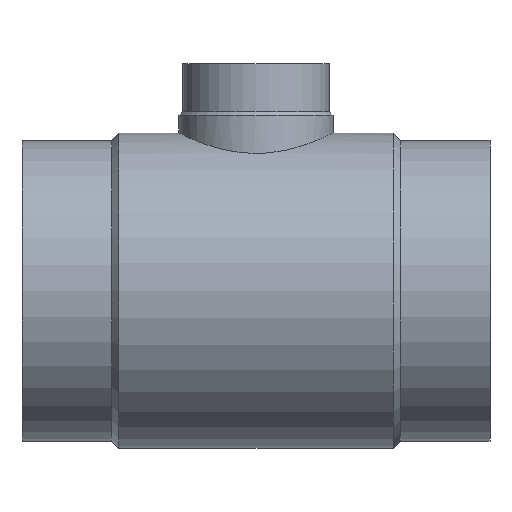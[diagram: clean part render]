
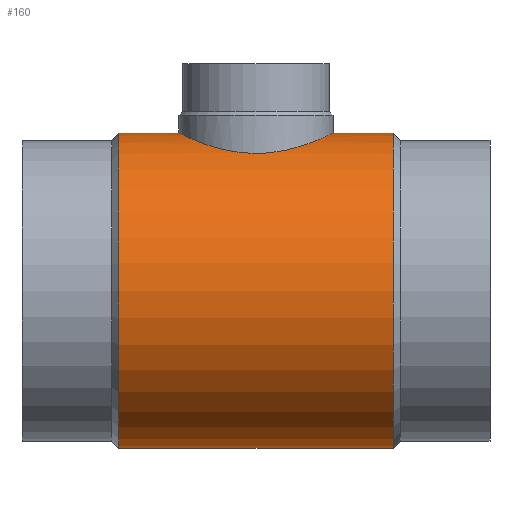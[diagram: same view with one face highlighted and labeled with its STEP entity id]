
A CAD part, front view. The second image highlights one B-rep face of the part: STEP entity #160.
In plain terms, the highlighted cylindrical face has radius 117.9 mm (diameter 235.8 mm), a full revolution.
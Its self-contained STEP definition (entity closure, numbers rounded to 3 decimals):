
#27=B_SPLINE_CURVE_WITH_KNOTS('',3,(#331,#332,#333,#334,#335,#336,#337,
#338,#339,#340,#341,#342,#343,#344,#345,#346,#347,#348,#349,#350,#351,#352,
#353,#354,#355,#356,#357,#358,#359,#360,#361,#362,#363,#364,#365,#366,#367,
#368,#369,#370,#371,#372,#373,#374,#375,#376,#377,#378,#379,#380,#381,#382,
#383,#384,#385,#386,#387,#388,#389,#390,#391,#392),.UNSPECIFIED.,.T.,.F.,
(1,1,1,1,1,1,1,1,1,1,1,1,1,1,1,1,1,1,1,1,1,1,1,1,1,1,1,1,1,1,1,1,1,1,1,
1,1,1,1,1,1,1,1,1,1,1,1,1,1,1,1,1,1,1,1,1,1,1,1,1,1,1,1,1,1,1),(-0.023,
-0.011,-0.006,0.,0.006,0.011,
0.017,0.023,0.029,0.034,
0.04,0.046,0.051,0.057,
0.063,0.069,0.074,0.08,
0.092,0.097,0.103,0.109,
0.114,0.126,0.132,0.137,
0.143,0.149,0.154,0.16,
0.166,0.172,0.177,0.183,
0.189,0.195,0.2,0.206,
0.212,0.217,0.223,0.229,
0.24,0.246,0.252,0.257,
0.263,0.269,0.275,0.28,
0.286,0.298,0.303,0.309,
0.315,0.32,0.326,0.332,
0.338,0.343,0.355,0.36,
0.366,0.372,0.378,0.383),
 .UNSPECIFIED.);
#31=ORIENTED_EDGE('',*,*,#59,.F.);
#32=ORIENTED_EDGE('',*,*,#60,.F.);
#33=ORIENTED_EDGE('',*,*,#61,.T.);
#59=EDGE_CURVE('',#73,#73,#86,.T.);
#60=EDGE_CURVE('',#74,#74,#27,.T.);
#61=EDGE_CURVE('',#75,#75,#87,.T.);
#73=VERTEX_POINT('',#330);
#74=VERTEX_POINT('',#393);
#75=VERTEX_POINT('',#395);
#86=CIRCLE('',#189,117.9);
#87=CIRCLE('',#190,117.9);
#99=EDGE_LOOP('',(#31));
#100=EDGE_LOOP('',(#32));
#101=EDGE_LOOP('',(#33));
#127=FACE_BOUND('',#99,.T.);
#128=FACE_BOUND('',#100,.T.);
#129=FACE_BOUND('',#101,.T.);
#153=CYLINDRICAL_SURFACE('',#188,117.9);
#160=ADVANCED_FACE('',(#127,#128,#129),#153,.T.);
#188=AXIS2_PLACEMENT_3D('',#328,#218,#219);
#189=AXIS2_PLACEMENT_3D('',#329,#220,#221);
#190=AXIS2_PLACEMENT_3D('',#394,#222,#223);
#218=DIRECTION('',(1.,0.,0.));
#219=DIRECTION('',(0.,0.,-1.));
#220=DIRECTION('',(1.,0.,0.));
#221=DIRECTION('',(0.,0.,-1.));
#222=DIRECTION('',(1.,0.,0.));
#223=DIRECTION('',(0.,0.,-1.));
#328=CARTESIAN_POINT('',(0.,0.,0.));
#329=CARTESIAN_POINT('',(-72.4,0.,0.));
#330=CARTESIAN_POINT('',(-72.4,0.,-117.9));
#331=CARTESIAN_POINT('',(-232.455,5.815,117.804));
#332=CARTESIAN_POINT('',(-232.747,-0.01,117.948));
#333=CARTESIAN_POINT('',(-232.455,-5.775,117.805));
#334=CARTESIAN_POINT('',(-231.605,-11.412,117.391));
#335=CARTESIAN_POINT('',(-230.199,-16.957,116.718));
#336=CARTESIAN_POINT('',(-228.243,-22.348,115.804));
#337=CARTESIAN_POINT('',(-225.817,-27.415,114.706));
#338=CARTESIAN_POINT('',(-222.917,-32.219,113.447));
#339=CARTESIAN_POINT('',(-219.543,-36.741,112.06));
#340=CARTESIAN_POINT('',(-215.808,-40.846,110.625));
#341=CARTESIAN_POINT('',(-211.704,-44.573,109.172));
#342=CARTESIAN_POINT('',(-207.19,-47.936,107.734));
#343=CARTESIAN_POINT('',(-202.408,-50.82,106.398));
#344=CARTESIAN_POINT('',(-197.371,-53.231,105.209));
#345=CARTESIAN_POINT('',(-192.058,-55.168,104.202));
#346=CARTESIAN_POINT('',(-184.607,-57.068,103.175));
#347=CARTESIAN_POINT('',(-177.082,-57.837,102.739));
#348=CARTESIAN_POINT('',(-169.332,-57.469,102.946));
#349=CARTESIAN_POINT('',(-163.66,-56.619,103.418));
#350=CARTESIAN_POINT('',(-158.152,-55.232,104.168));
#351=CARTESIAN_POINT('',(-150.964,-52.64,105.517));
#352=CARTESIAN_POINT('',(-144.4,-49.108,107.23));
#353=CARTESIAN_POINT('',(-138.375,-44.639,109.145));
#354=CARTESIAN_POINT('',(-134.245,-40.9,110.605));
#355=CARTESIAN_POINT('',(-130.511,-36.804,112.039));
#356=CARTESIAN_POINT('',(-127.154,-32.325,113.417));
#357=CARTESIAN_POINT('',(-124.218,-27.482,114.69));
#358=CARTESIAN_POINT('',(-121.793,-22.426,115.787));
#359=CARTESIAN_POINT('',(-119.855,-17.13,116.692));
#360=CARTESIAN_POINT('',(-118.418,-11.538,117.38));
#361=CARTESIAN_POINT('',(-117.554,-5.859,117.8));
#362=CARTESIAN_POINT('',(-117.255,-0.158,117.946));
#363=CARTESIAN_POINT('',(-117.526,5.609,117.814));
#364=CARTESIAN_POINT('',(-118.379,11.338,117.399));
#365=CARTESIAN_POINT('',(-119.771,16.851,116.732));
#366=CARTESIAN_POINT('',(-121.701,22.218,115.829));
#367=CARTESIAN_POINT('',(-124.154,27.364,114.718));
#368=CARTESIAN_POINT('',(-127.043,32.155,113.464));
#369=CARTESIAN_POINT('',(-130.38,36.649,112.09));
#370=CARTESIAN_POINT('',(-135.421,42.205,110.151));
#371=CARTESIAN_POINT('',(-141.102,46.892,108.214));
#372=CARTESIAN_POINT('',(-147.55,50.801,106.408));
#373=CARTESIAN_POINT('',(-152.623,53.228,105.21));
#374=CARTESIAN_POINT('',(-157.904,55.153,104.21));
#375=CARTESIAN_POINT('',(-163.417,56.572,103.443));
#376=CARTESIAN_POINT('',(-169.16,57.45,102.956));
#377=CARTESIAN_POINT('',(-174.87,57.743,102.792));
#378=CARTESIAN_POINT('',(-180.589,57.476,102.942));
#379=CARTESIAN_POINT('',(-188.255,56.336,103.575));
#380=CARTESIAN_POINT('',(-195.479,54.122,104.767));
#381=CARTESIAN_POINT('',(-202.339,50.861,106.379));
#382=CARTESIAN_POINT('',(-207.132,47.972,107.717));
#383=CARTESIAN_POINT('',(-211.602,44.657,109.138));
#384=CARTESIAN_POINT('',(-215.776,40.882,110.612));
#385=CARTESIAN_POINT('',(-219.526,36.759,112.054));
#386=CARTESIAN_POINT('',(-222.856,32.305,113.422));
#387=CARTESIAN_POINT('',(-225.776,27.498,114.687));
#388=CARTESIAN_POINT('',(-229.062,20.635,116.175));
#389=CARTESIAN_POINT('',(-231.286,13.45,117.237));
#390=CARTESIAN_POINT('',(-232.455,5.815,117.804));
#391=CARTESIAN_POINT('',(-232.747,-0.01,117.948));
#392=CARTESIAN_POINT('',(-232.455,-5.775,117.805));
#393=CARTESIAN_POINT('',(-232.65,0.,117.9));
#394=CARTESIAN_POINT('',(-277.6,0.,0.));
#395=CARTESIAN_POINT('',(-277.6,0.,-117.9));
